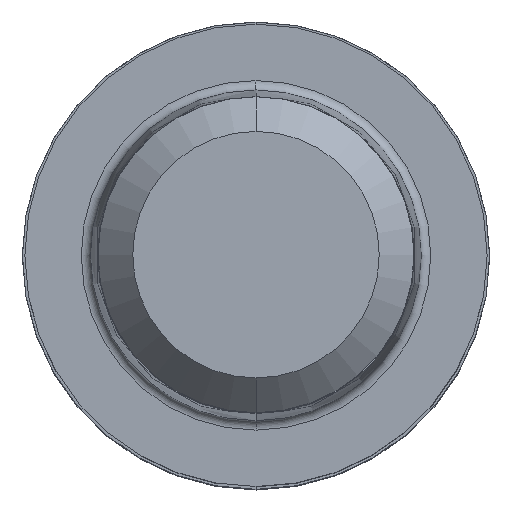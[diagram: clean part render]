
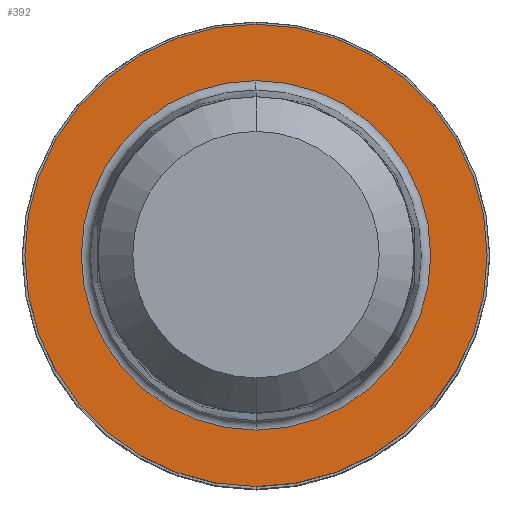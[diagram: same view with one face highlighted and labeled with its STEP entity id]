
A CAD part, top view. The second image highlights one B-rep face of the part: STEP entity #392.
In plain terms, the highlighted planar face has unit normal (0, 0, 1).
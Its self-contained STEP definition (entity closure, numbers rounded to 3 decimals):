
#186=VERTEX_POINT('',#493);
#192=VERTEX_POINT('',#501);
#240=VERTEX_POINT('',#553);
#246=EDGE_CURVE('',#460,#240,#560,.T.);
#282=EDGE_CURVE('',#240,#460,#598,.T.);
#392=ADVANCED_FACE('',(#721,#722),#723,.T.);
#412=EDGE_CURVE('',#192,#186,#747,.T.);
#430=EDGE_CURVE('',#186,#192,#769,.T.);
#460=VERTEX_POINT('',#805);
#493=CARTESIAN_POINT('',(0.,-5.935,0.01));
#501=CARTESIAN_POINT('',(0.0,5.935,0.01));
#553=CARTESIAN_POINT('',(0.,-7.85,0.01));
#560=CIRCLE('',#918,7.85);
#598=CIRCLE('',#963,7.85);
#721=FACE_OUTER_BOUND('',#1128,.T.);
#722=FACE_BOUND('',#1129,.T.);
#723=PLANE('',#1130);
#747=CIRCLE('',#1161,5.935);
#769=CIRCLE('',#1188,5.935);
#805=CARTESIAN_POINT('',(0.0,7.85,0.01));
#918=AXIS2_PLACEMENT_3D('',#1332,#1333,#1334);
#963=AXIS2_PLACEMENT_3D('',#1364,#1365,#1366);
#1128=EDGE_LOOP('',(#1533,#1534));
#1129=EDGE_LOOP('',(#1535,#1536));
#1130=AXIS2_PLACEMENT_3D('',#1537,#1538,#1539);
#1161=AXIS2_PLACEMENT_3D('',#1564,#1565,#1566);
#1188=AXIS2_PLACEMENT_3D('',#1606,#1607,#1608);
#1332=CARTESIAN_POINT('',(0.0,0.0,0.01));
#1333=DIRECTION('',(0.0,0.0,-1.0));
#1334=DIRECTION('',(0.0,1.0,0.0));
#1364=CARTESIAN_POINT('',(0.0,0.0,0.01));
#1365=DIRECTION('',(0.0,0.0,-1.0));
#1366=DIRECTION('',(0.0,1.0,0.0));
#1533=ORIENTED_EDGE('',*,*,#246,.F.);
#1534=ORIENTED_EDGE('',*,*,#282,.F.);
#1535=ORIENTED_EDGE('',*,*,#412,.T.);
#1536=ORIENTED_EDGE('',*,*,#430,.T.);
#1537=CARTESIAN_POINT('',(0.0,3.925,0.01));
#1538=DIRECTION('',(-0.0,0.0,1.0));
#1539=DIRECTION('',(0.0,-1.0,0.0));
#1564=CARTESIAN_POINT('',(0.0,0.0,0.01));
#1565=DIRECTION('',(0.0,0.0,-1.0));
#1566=DIRECTION('',(0.0,1.0,0.0));
#1606=CARTESIAN_POINT('',(0.0,0.0,0.01));
#1607=DIRECTION('',(0.0,0.0,-1.0));
#1608=DIRECTION('',(0.0,1.0,0.0));
